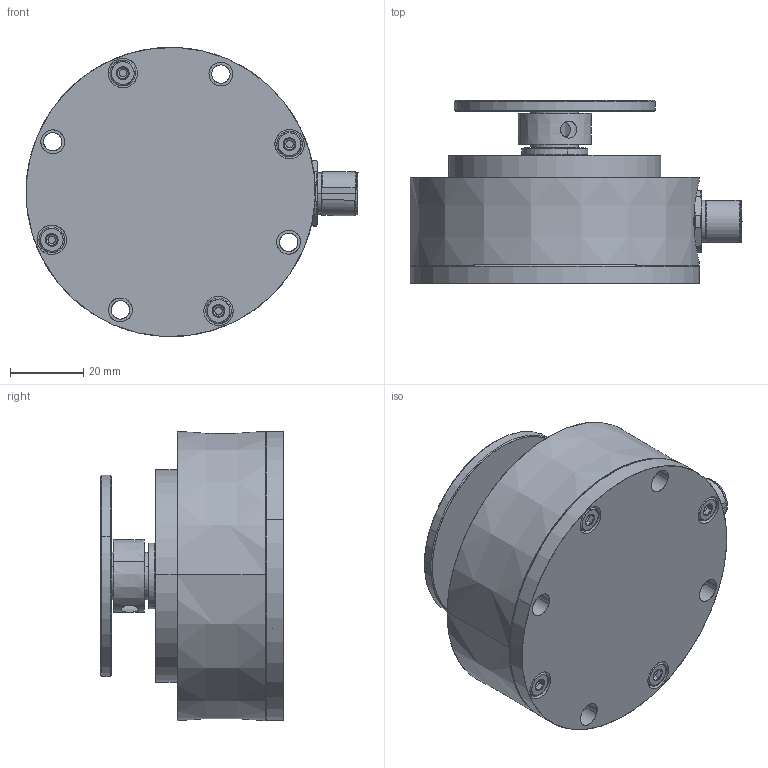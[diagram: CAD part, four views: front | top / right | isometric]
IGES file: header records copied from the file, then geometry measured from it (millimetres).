
Start section: SolidWorks IGES file using analytic representation for surfaces
Global section: file name: Gehäuse_Code_1_Welle_Code_07_el_Abg_101.IGS; native system: SolidWorks 2011; preprocessor: SolidWorks 2011; author: Thiel; date: 120529.143053; units: millimetre
Bounding box: 90.65 x 50 x 79 mm (x, y, z)
Surface area: 29868.3 mm2 (no closed solid volume)
Topology: 0 solids, 0 shells, 231 faces, 3377 edges, 3377 vertices
Faces by surface type: revolution 145, bspline 86
